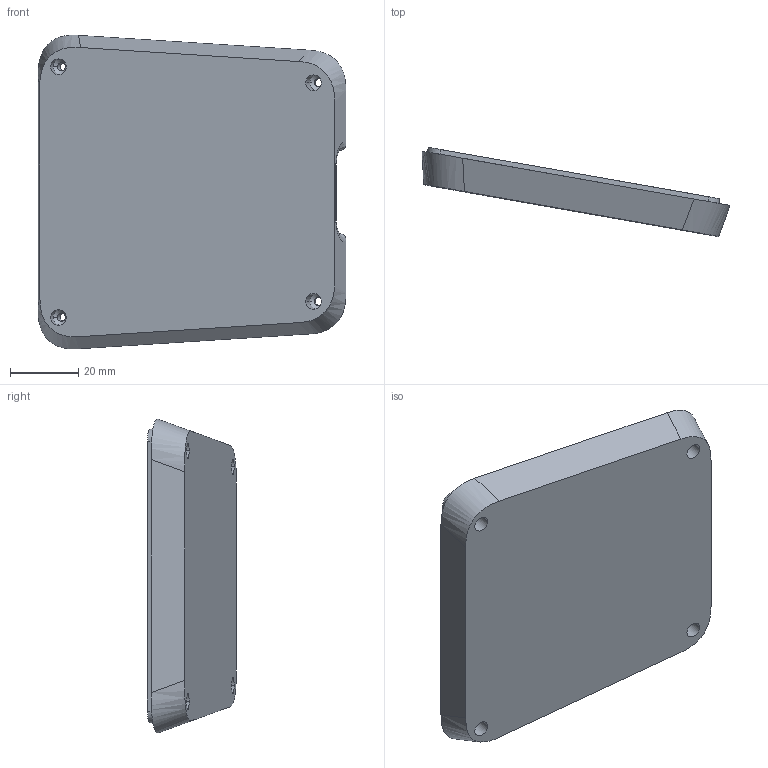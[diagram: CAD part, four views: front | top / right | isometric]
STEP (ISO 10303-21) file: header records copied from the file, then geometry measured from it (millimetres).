
FILE_DESCRIPTION(/* description */ ('STEP AP242','CAx-IF Rec.Pracs.---Representation and Presentation of Product Manufacturing Information (PMI)---4.0---2014-10-13','CAx-IF Rec.Pracs.---3D Tessellated Geometry---0.4---2014-09-14','2;1'),/* implementation_level */ '2;1');
FILE_NAME(/* name */ '67bcadbbcb3575152ec43cab',/* time_stamp */ '2025-02-24T17:34:53Z',/* author */ (''),/* organization */ (''),/* preprocessor_version */ 'ST-DEVELOPER v20',/* originating_system */ 'ONSHAPE BY PTC INC, 1.194',/* authorisation */ ' ');
FILE_SCHEMA (('AP242_MANAGED_MODEL_BASED_3D_ENGINEERING_MIM_LF { 1 0 10303 442 1 1 4 }'));
Length unit declared in the file: metre
Products named in the file (1): Bottom
Bounding box: 90.17 x 26.06 x 91.87 mm (x, y, z)
Volume: 35946.1 mm3; surface area: 21373.6 mm2
Topology: 1 solids, 1 shells, 160 faces, 437 edges, 279 vertices
Faces by surface type: bspline 160
Entity records: 6206 total; most frequent: CARTESIAN_POINT 2789, ORIENTED_EDGE 874, DIRECTION 477, EDGE_CURVE 437, VERTEX_POINT 279, LINE 199, VECTOR 199, EDGE_LOOP 168
